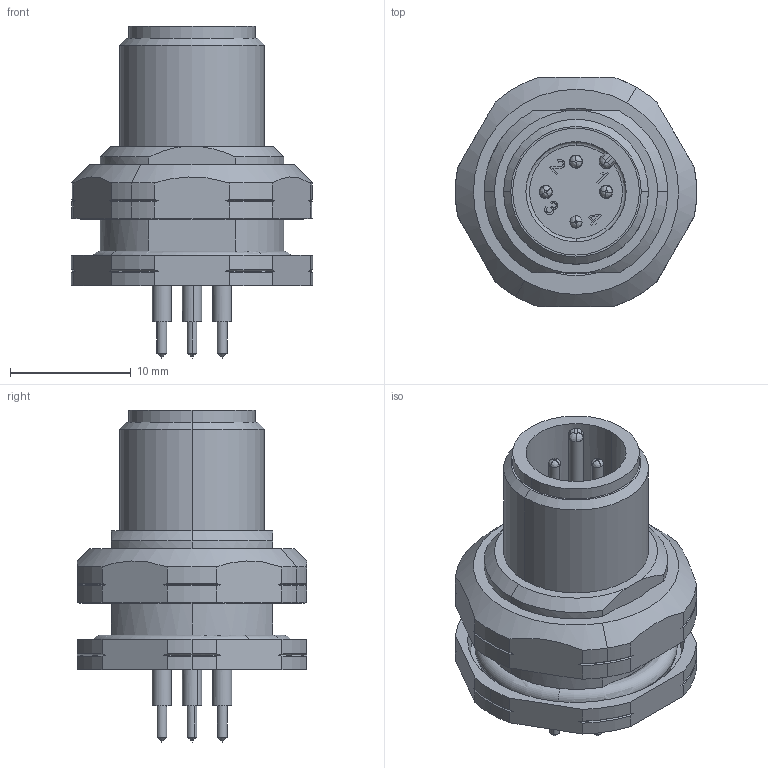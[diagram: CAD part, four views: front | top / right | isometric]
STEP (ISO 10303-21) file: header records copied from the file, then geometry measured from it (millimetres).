
FILE_DESCRIPTION(('CATIA V5R24 STEP','CAx-IF Rec.Pracs.--- Model Styling and Organization---1.2---2011-12-15'),'2;1');
FILE_NAME ('D1461781_0_2422100000_2422100000.stp','2017-04-21T09:00:29+00:00',('none'),('Weidmueller'),'CATIA Version 5-6 Release 2014 SP4 HF52','CATIA V5 STEP AP214','none');
FILE_SCHEMA(('AUTOMOTIVE_DESIGN { 1 0 10303 214 1 1 1 1 }'));
Length unit declared in the file: millimetre
Products named in the file (1): v5-standard_part
Bounding box: 20 x 19 x 27.5 mm (x, y, z)
Volume: 2956 mm3; surface area: 3795.9 mm2
Topology: 1 solids, 3 shells, 369 faces, 988 edges, 650 vertices
Faces by surface type: cylinder 123, plane 104, cone 72, bspline 55, torus 15
Entity records: 13428 total; most frequent: CARTESIAN_POINT 4749, ORIENTED_EDGE 1960, DIRECTION 1235, EDGE_CURVE 980, VERTEX_POINT 650, AXIS2_PLACEMENT_3D 569, EDGE_LOOP 410, ADVANCED_FACE 369
